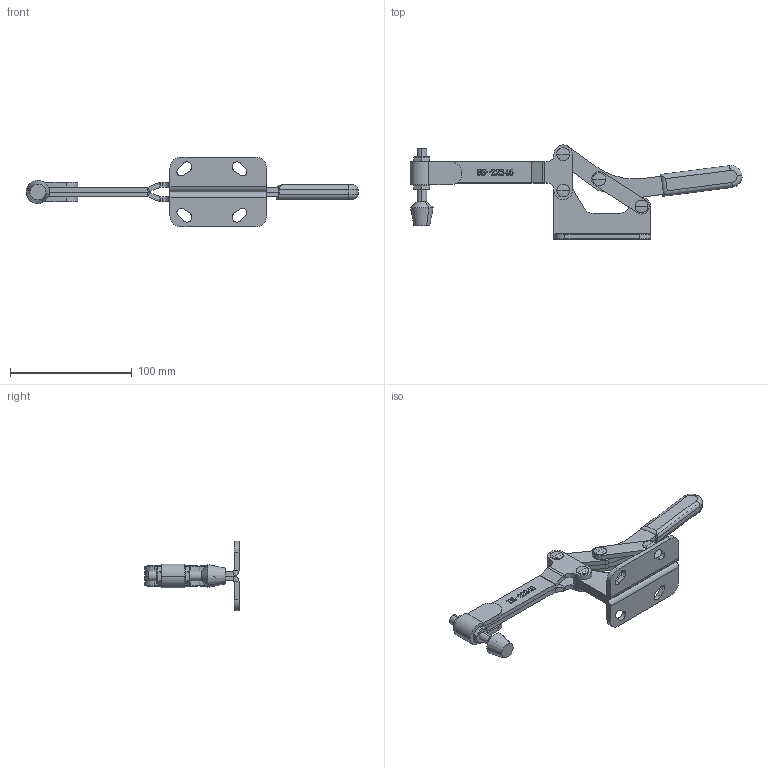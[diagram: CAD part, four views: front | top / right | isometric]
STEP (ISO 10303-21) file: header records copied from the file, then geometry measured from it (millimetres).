
FILE_DESCRIPTION (( 'STEP AP203' ), '1' );
FILE_NAME ('HS-22245 .STEP', '2019-10-15T05:55:17', ( '微软用户' ), ( '微软中国' ), 'SwSTEP 2.0', 'SolidWorks 2012', '' );
FILE_SCHEMA (( 'CONFIG_CONTROL_DESIGN' ));
Length unit declared in the file: millimetre
Products named in the file (13): HS-22245 ; hex thin nuts-grades ab-chamfered gb_GB_FASTENER_NUT_STNAB M8-N; hexagon head bolts-full thread gb_GB_FASTENER_BOLT_STBAB A M8X55-N; 標; 揤參; 揤輸; 种; 忒梟; 忒參; 蟀裝; 菁釱酘; 菁釱衵
Assembly tree (17 placements, depth 2):
  HS-22245 
    菁釱衵
    菁釱酘
    蟀裝  x2
    忒參
    忒梟
    种  x4
    揤參
    揤輸
    揤參
    標
    hexagon head bolts-full thread gb_GB_FASTENER_BOLT_STBAB A M8X55-N
    hex thin nuts-grades ab-chamfered gb_GB_FASTENER_NUT_STNAB M8-N  x2
Bounding box: 272.71 x 77.25 x 57.2 mm (x, y, z)
Volume: 94932.3 mm3; surface area: 64533.7 mm2
Topology: 18 solids, 18 shells, 715 faces, 1851 edges, 1204 vertices
Faces by surface type: plane 374, cylinder 152, bspline 139, cone 30, sphere 16, torus 4
Entity records: 28224 total; most frequent: CARTESIAN_POINT 11371, ORIENTED_EDGE 3412, DIRECTION 2746, EDGE_CURVE 1706, VERTEX_POINT 1108, LINE 1100, VECTOR 1100, AXIS2_PLACEMENT_3D 823
